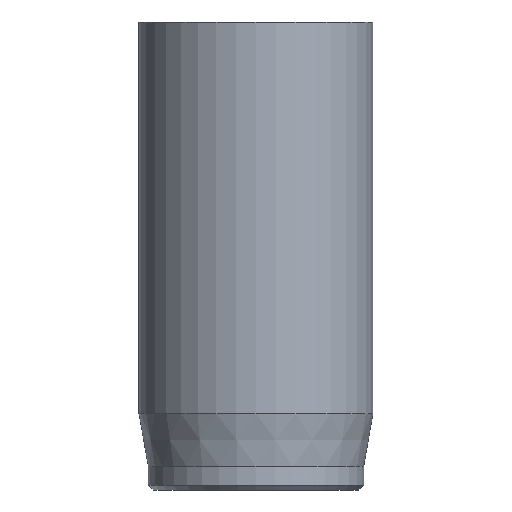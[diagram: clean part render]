
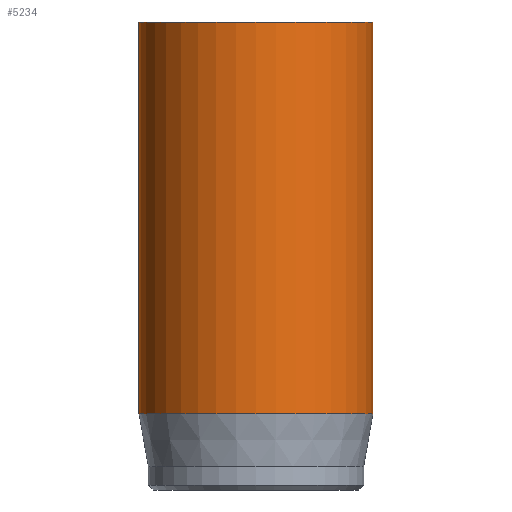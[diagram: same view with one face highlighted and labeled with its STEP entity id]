
A CAD part, front view. The second image highlights one B-rep face of the part: STEP entity #5234.
In plain terms, the highlighted cylindrical face has radius 5 mm (diameter 10 mm), a full revolution.
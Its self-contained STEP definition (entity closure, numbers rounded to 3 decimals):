
#32=CYLINDRICAL_SURFACE('',#5440,5.);
#47=CIRCLE('',#5408,5.);
#63=CIRCLE('',#5438,5.);
#64=CIRCLE('',#5439,5.);
#822=FACE_OUTER_BOUND('',#1125,.T.);
#1125=EDGE_LOOP('',(#4745,#4746,#4747,#4748,#4749));
#1552=LINE('',#9719,#1987);
#1987=VECTOR('',#6148,5.);
#2484=VERTEX_POINT('',#9659);
#2500=VERTEX_POINT('',#9713);
#2501=VERTEX_POINT('',#9714);
#3233=EDGE_CURVE('',#2484,#2484,#47,.T.);
#3257=EDGE_CURVE('',#2500,#2501,#63,.T.);
#3258=EDGE_CURVE('',#2501,#2500,#64,.T.);
#3260=EDGE_CURVE('',#2484,#2500,#1552,.T.);
#4745=ORIENTED_EDGE('',*,*,#3233,.T.);
#4746=ORIENTED_EDGE('',*,*,#3260,.T.);
#4747=ORIENTED_EDGE('',*,*,#3257,.T.);
#4748=ORIENTED_EDGE('',*,*,#3258,.T.);
#4749=ORIENTED_EDGE('',*,*,#3260,.F.);
#5234=ADVANCED_FACE('',(#822),#32,.T.);
#5408=AXIS2_PLACEMENT_3D('',#9660,#6073,#6074);
#5438=AXIS2_PLACEMENT_3D('',#9715,#6141,#6142);
#5439=AXIS2_PLACEMENT_3D('',#9716,#6143,#6144);
#5440=AXIS2_PLACEMENT_3D('',#9718,#6146,#6147);
#6073=DIRECTION('center_axis',(0.,0.,-1.));
#6074=DIRECTION('ref_axis',(-1.,0.,0.));
#6141=DIRECTION('center_axis',(0.,0.,1.));
#6142=DIRECTION('ref_axis',(-1.,0.,0.));
#6143=DIRECTION('center_axis',(0.,0.,1.));
#6144=DIRECTION('ref_axis',(-1.,0.,0.));
#6146=DIRECTION('center_axis',(0.,0.,1.));
#6147=DIRECTION('ref_axis',(-1.,0.,0.));
#6148=DIRECTION('',(0.,0.,-1.));
#9659=CARTESIAN_POINT('',(5.,0.,20.));
#9660=CARTESIAN_POINT('Origin',(0.,0.,20.));
#9713=CARTESIAN_POINT('',(5.,0.,3.269));
#9714=CARTESIAN_POINT('',(-5.,0.,3.269));
#9715=CARTESIAN_POINT('Origin',(0.,0.,3.269));
#9716=CARTESIAN_POINT('Origin',(0.,0.,3.269));
#9718=CARTESIAN_POINT('Origin',(0.,0.,0.));
#9719=CARTESIAN_POINT('',(5.,0.,0.));
